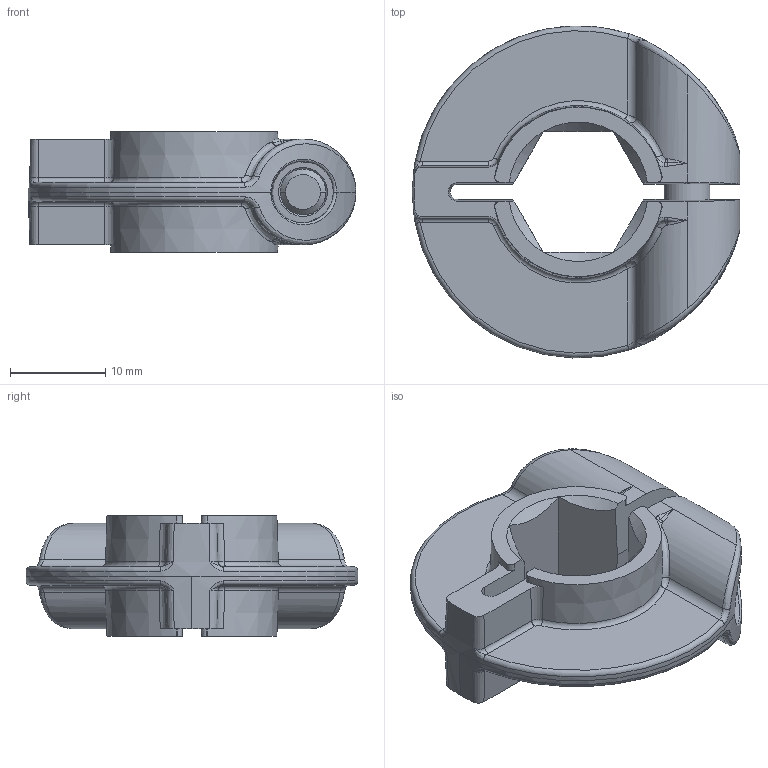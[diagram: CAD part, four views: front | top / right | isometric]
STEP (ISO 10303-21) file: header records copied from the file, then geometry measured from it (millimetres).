
FILE_DESCRIPTION (( 'STEP AP203' ), '1' );
FILE_NAME ('REV-21-1911.STEP', '2022-01-20T14:45:25', ( '' ), ( '' ), 'SwSTEP 2.0', 'SolidWorks 2022', '' );
FILE_SCHEMA (( 'CONFIG_CONTROL_DESIGN' ));
Length unit declared in the file: inch
Products named in the file (1): REV-21-1911
Bounding box: 34.45 x 34.89 x 12.7 mm (x, y, z)
Volume: 4262.2 mm3; surface area: 4731.4 mm2
Topology: 3 solids, 3 shells, 426 faces, 1163 edges, 735 vertices
Faces by surface type: cone 160, bspline 103, cylinder 97, plane 50, torus 16
Entity records: 24153 total; most frequent: CARTESIAN_POINT 14665, ORIENTED_EDGE 2302, DIRECTION 1700, EDGE_CURVE 1151, AXIS2_PLACEMENT_3D 767, VERTEX_POINT 735, CIRCLE 443, EDGE_LOOP 436
